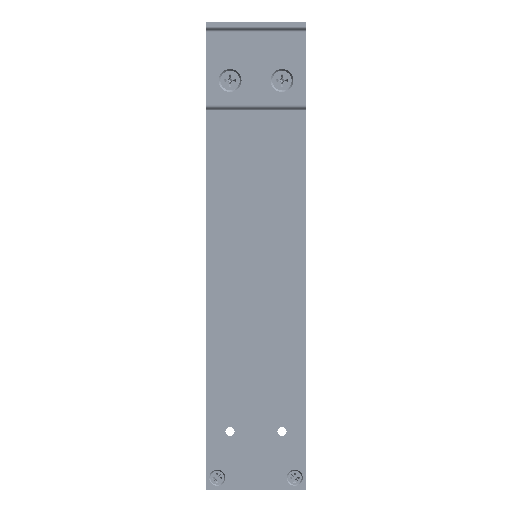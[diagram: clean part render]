
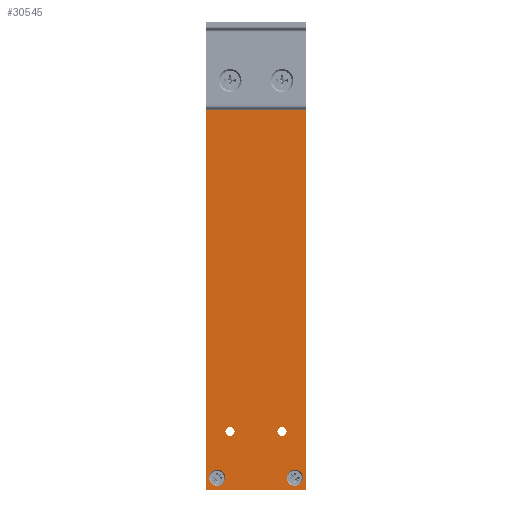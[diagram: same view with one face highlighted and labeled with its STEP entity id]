
A CAD part, front view. The second image highlights one B-rep face of the part: STEP entity #30545.
In plain terms, the highlighted planar face has unit normal (0, -1, 0).
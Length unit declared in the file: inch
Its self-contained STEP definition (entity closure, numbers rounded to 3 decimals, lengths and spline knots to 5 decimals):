
#1150 = CARTESIAN_POINT ( 'NONE',  ( 0.49391, -0.31353, 7.79 ) ) ;
#3519 = ORIENTED_EDGE ( 'NONE', *, *, #39182, .T. ) ;
#3591 = LINE ( 'NONE', #90988, #98771 ) ;
#4617 = CIRCLE ( 'NONE', #81373, 0.1378 ) ;
#4776 = CIRCLE ( 'NONE', #32646, 0.1378 ) ;
#4928 = DIRECTION ( 'NONE',  ( 1., 0., 0. ) ) ;
#5254 = VECTOR ( 'NONE', #90806, 39.37008 ) ;
#6141 = ORIENTED_EDGE ( 'NONE', *, *, #21033, .T. ) ;
#6980 = CARTESIAN_POINT ( 'NONE',  ( -0.61247, -0.31353, 7. ) ) ;
#7157 = EDGE_CURVE ( 'NONE', #46434, #46434, #4776, .T. ) ;
#11575 = DIRECTION ( 'NONE',  ( 0., 1., 0. ) ) ;
#12220 = CIRCLE ( 'NONE', #50002, 0.07799 ) ;
#12569 = DIRECTION ( 'NONE',  ( 1., 0., 0. ) ) ;
#12767 = EDGE_LOOP ( 'NONE', ( #47002 ) ) ;
#14053 = EDGE_CURVE ( 'NONE', #24215, #24215, #33540, .T. ) ;
#16547 = DIRECTION ( 'NONE',  ( -1., 0., 0. ) ) ;
#18086 = CARTESIAN_POINT ( 'NONE',  ( 0.49391, -0.31353, 0.21 ) ) ;
#18467 = ORIENTED_EDGE ( 'NONE', *, *, #27407, .T. ) ;
#19000 = VERTEX_POINT ( 'NONE', #55750 ) ;
#19064 = LINE ( 'NONE', #88528, #35634 ) ;
#19504 = ORIENTED_EDGE ( 'NONE', *, *, #82376, .T. ) ;
#20984 = DIRECTION ( 'NONE',  ( 1., 0., 0. ) ) ;
#21033 = EDGE_CURVE ( 'NONE', #44179, #37545, #84642, .T. ) ;
#21806 = CARTESIAN_POINT ( 'NONE',  ( -1.02759, -0.31353, 0. ) ) ;
#23911 = DIRECTION ( 'NONE',  ( 0., 1., 0. ) ) ;
#24215 = VERTEX_POINT ( 'NONE', #77898 ) ;
#24366 = ORIENTED_EDGE ( 'NONE', *, *, #14053, .T. ) ;
#24378 = EDGE_LOOP ( 'NONE', ( #100271 ) ) ;
#24691 = ORIENTED_EDGE ( 'NONE', *, *, #87700, .T. ) ;
#25893 = CARTESIAN_POINT ( 'NONE',  ( -0.69129, -0.31353, 7.79 ) ) ;
#26097 = FACE_BOUND ( 'NONE', #35182, .T. ) ;
#26339 = DIRECTION ( 'NONE',  ( 0., 1., 0. ) ) ;
#26614 = FACE_BOUND ( 'NONE', #73513, .T. ) ;
#27407 = EDGE_CURVE ( 'NONE', #37545, #19000, #3591, .T. ) ;
#27631 = FACE_BOUND ( 'NONE', #60182, .T. ) ;
#27774 = ORIENTED_EDGE ( 'NONE', *, *, #64955, .T. ) ;
#28727 = CARTESIAN_POINT ( 'NONE',  ( 0.69241, -0.31353, 8. ) ) ;
#30214 = VERTEX_POINT ( 'NONE', #61325 ) ;
#30545 = ADVANCED_FACE ( 'NONE', ( #71544, #56269, #87380, #27631, #26614, #26097, #35315, #64860, #57237 ), #57733, .T. ) ;
#32646 = AXIS2_PLACEMENT_3D ( 'NONE', #18086, #35044, #33515 ) ;
#33515 = DIRECTION ( 'NONE',  ( 1., 0., 0. ) ) ;
#33540 = CIRCLE ( 'NONE', #36816, 0.1378 ) ;
#33739 = EDGE_CURVE ( 'NONE', #68576, #68576, #75264, .T. ) ;
#34165 = AXIS2_PLACEMENT_3D ( 'NONE', #60964, #59976, #37511 ) ;
#34308 = CARTESIAN_POINT ( 'NONE',  ( 0.69241, -0.31353, 0. ) ) ;
#35044 = DIRECTION ( 'NONE',  ( 0., 1., 0. ) ) ;
#35182 = EDGE_LOOP ( 'NONE', ( #3519 ) ) ;
#35315 = FACE_BOUND ( 'NONE', #24378, .T. ) ;
#35634 = VECTOR ( 'NONE', #50319, 39.37008 ) ;
#35733 = CARTESIAN_POINT ( 'NONE',  ( -0.82908, -0.31353, 7.79 ) ) ;
#36816 = AXIS2_PLACEMENT_3D ( 'NONE', #1150, #47308, #86560 ) ;
#37511 = DIRECTION ( 'NONE',  ( -1., 0., 0. ) ) ;
#37545 = VERTEX_POINT ( 'NONE', #78666 ) ;
#38016 = CARTESIAN_POINT ( 'NONE',  ( -0.69046, -0.31353, 1. ) ) ;
#38329 = DIRECTION ( 'NONE',  ( -1., 0., 0. ) ) ;
#38799 = CARTESIAN_POINT ( 'NONE',  ( -0.61247, -0.31353, 1. ) ) ;
#39182 = EDGE_CURVE ( 'NONE', #30214, #30214, #91196, .T. ) ;
#39858 = CARTESIAN_POINT ( 'NONE',  ( -1.02759, -0.31353, 8. ) ) ;
#41341 = EDGE_LOOP ( 'NONE', ( #24366 ) ) ;
#41808 = VERTEX_POINT ( 'NONE', #28727 ) ;
#44179 = VERTEX_POINT ( 'NONE', #39858 ) ;
#44637 = EDGE_CURVE ( 'NONE', #77569, #77569, #68912, .T. ) ;
#44932 = DIRECTION ( 'NONE',  ( 0., 1., 0. ) ) ;
#45752 = CARTESIAN_POINT ( 'NONE',  ( 0.69241, -0.31353, 0. ) ) ;
#46434 = VERTEX_POINT ( 'NONE', #54597 ) ;
#47002 = ORIENTED_EDGE ( 'NONE', *, *, #44637, .T. ) ;
#47308 = DIRECTION ( 'NONE',  ( 0., 1., 0. ) ) ;
#48494 = CARTESIAN_POINT ( 'NONE',  ( 0.1993, -0.31353, 1. ) ) ;
#48598 = CIRCLE ( 'NONE', #53473, 0.1378 ) ;
#49498 = EDGE_CURVE ( 'NONE', #95244, #95244, #12220, .T. ) ;
#50002 = AXIS2_PLACEMENT_3D ( 'NONE', #6980, #23911, #38329 ) ;
#50319 = DIRECTION ( 'NONE',  ( -1., 0., 0. ) ) ;
#51291 = EDGE_CURVE ( 'NONE', #83970, #83970, #48598, .T. ) ;
#53473 = AXIS2_PLACEMENT_3D ( 'NONE', #35733, #44932, #12569 ) ;
#54597 = CARTESIAN_POINT ( 'NONE',  ( 0.6317, -0.31353, 0.21 ) ) ;
#55750 = CARTESIAN_POINT ( 'NONE',  ( 0.69241, -0.31353, 0. ) ) ;
#56269 = FACE_BOUND ( 'NONE', #87809, .T. ) ;
#57237 = FACE_OUTER_BOUND ( 'NONE', #82889, .T. ) ;
#57733 = PLANE ( 'NONE',  #89529 ) ;
#58732 = DIRECTION ( 'NONE',  ( 0., -1., 0. ) ) ;
#59976 = DIRECTION ( 'NONE',  ( 0., 1., 0. ) ) ;
#60182 = EDGE_LOOP ( 'NONE', ( #88080 ) ) ;
#60488 = DIRECTION ( 'NONE',  ( 0., 0., 1. ) ) ;
#60964 = CARTESIAN_POINT ( 'NONE',  ( 0.27729, -0.31353, 7. ) ) ;
#61325 = CARTESIAN_POINT ( 'NONE',  ( 0.1993, -0.31353, 7. ) ) ;
#62445 = AXIS2_PLACEMENT_3D ( 'NONE', #79939, #26339, #16547 ) ;
#62730 = DIRECTION ( 'NONE',  ( -1., 0., 0. ) ) ;
#64860 = FACE_BOUND ( 'NONE', #12767, .T. ) ;
#64955 = EDGE_CURVE ( 'NONE', #41808, #44179, #19064, .T. ) ;
#68576 = VERTEX_POINT ( 'NONE', #38016 ) ;
#68912 = CIRCLE ( 'NONE', #62445, 0.07799 ) ;
#70874 = VERTEX_POINT ( 'NONE', #88730 ) ;
#71544 = FACE_BOUND ( 'NONE', #41341, .T. ) ;
#71584 = VECTOR ( 'NONE', #60488, 39.37008 ) ;
#73513 = EDGE_LOOP ( 'NONE', ( #75295 ) ) ;
#73675 = AXIS2_PLACEMENT_3D ( 'NONE', #38799, #78597, #62730 ) ;
#74581 = DIRECTION ( 'NONE',  ( 1., 0., 0. ) ) ;
#75264 = CIRCLE ( 'NONE', #73675, 0.07799 ) ;
#75295 = ORIENTED_EDGE ( 'NONE', *, *, #49498, .T. ) ;
#77569 = VERTEX_POINT ( 'NONE', #48494 ) ;
#77898 = CARTESIAN_POINT ( 'NONE',  ( 0.6317, -0.31353, 7.79 ) ) ;
#78597 = DIRECTION ( 'NONE',  ( 0., 1., 0. ) ) ;
#78666 = CARTESIAN_POINT ( 'NONE',  ( -1.02759, -0.31353, 0. ) ) ;
#78880 = CARTESIAN_POINT ( 'NONE',  ( -0.69046, -0.31353, 7. ) ) ;
#79364 = EDGE_LOOP ( 'NONE', ( #19504 ) ) ;
#79939 = CARTESIAN_POINT ( 'NONE',  ( 0.27729, -0.31353, 1. ) ) ;
#81373 = AXIS2_PLACEMENT_3D ( 'NONE', #90327, #11575, #4928 ) ;
#82376 = EDGE_CURVE ( 'NONE', #70874, #70874, #4617, .T. ) ;
#82889 = EDGE_LOOP ( 'NONE', ( #24691, #27774, #6141, #18467 ) ) ;
#83970 = VERTEX_POINT ( 'NONE', #25893 ) ;
#84488 = LINE ( 'NONE', #45752, #71584 ) ;
#84642 = LINE ( 'NONE', #21806, #5254 ) ;
#86560 = DIRECTION ( 'NONE',  ( 1., 0., 0. ) ) ;
#87380 = FACE_BOUND ( 'NONE', #79364, .T. ) ;
#87700 = EDGE_CURVE ( 'NONE', #19000, #41808, #84488, .T. ) ;
#87809 = EDGE_LOOP ( 'NONE', ( #100447 ) ) ;
#88080 = ORIENTED_EDGE ( 'NONE', *, *, #7157, .T. ) ;
#88528 = CARTESIAN_POINT ( 'NONE',  ( 0.69241, -0.31353, 8. ) ) ;
#88730 = CARTESIAN_POINT ( 'NONE',  ( -0.69129, -0.31353, 0.21 ) ) ;
#89529 = AXIS2_PLACEMENT_3D ( 'NONE', #34308, #58732, #74581 ) ;
#90327 = CARTESIAN_POINT ( 'NONE',  ( -0.82908, -0.31353, 0.21 ) ) ;
#90806 = DIRECTION ( 'NONE',  ( 0., 0., -1. ) ) ;
#90988 = CARTESIAN_POINT ( 'NONE',  ( 0.69241, -0.31353, 0. ) ) ;
#91196 = CIRCLE ( 'NONE', #34165, 0.07799 ) ;
#95244 = VERTEX_POINT ( 'NONE', #78880 ) ;
#98771 = VECTOR ( 'NONE', #20984, 39.37008 ) ;
#100271 = ORIENTED_EDGE ( 'NONE', *, *, #33739, .T. ) ;
#100447 = ORIENTED_EDGE ( 'NONE', *, *, #51291, .T. ) ;
